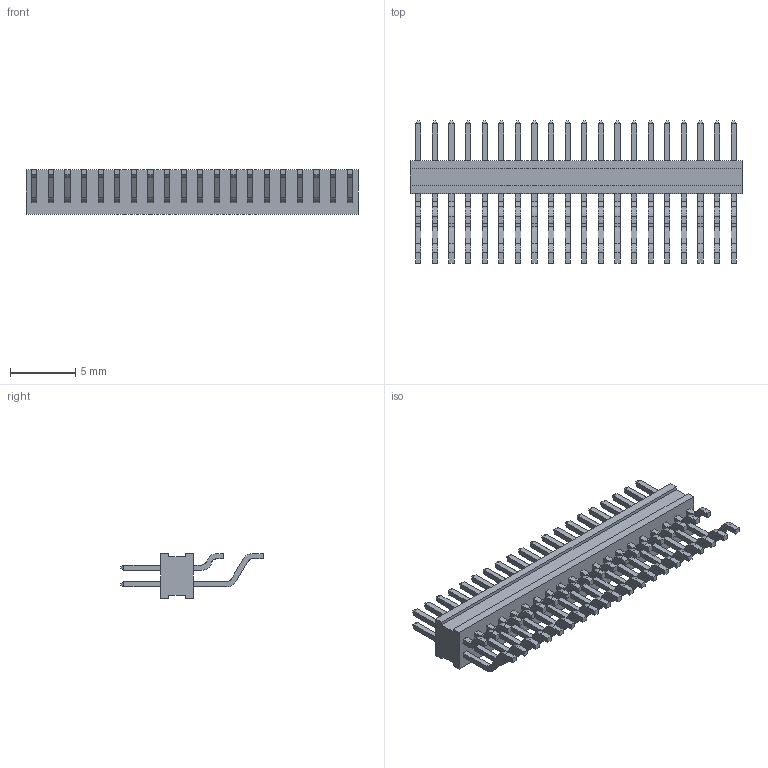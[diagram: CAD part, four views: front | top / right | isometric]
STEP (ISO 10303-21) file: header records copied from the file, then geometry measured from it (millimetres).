
FILE_DESCRIPTION( ( 'STEP AP214' ), '1' );
FILE_NAME( 'FTSH-120-01-L-DH-TR.stp', '2021-09-04T19:07:06', ( 'License CC BY-ND 4.0' ), ( 'CADENAS' ), ' ', 'PARTsolutions', ' ' );
FILE_SCHEMA( ( 'AUTOMOTIVE_DESIGN { 1 0 10303 214 1 1 1 1 }' ) );
Length unit declared in the file: inch
Products named in the file (4): FTSH-120-01-L-DH-TR; _FTSH-120-01-L-DH-TR_body; _FTSH-120-01-L-DH-TR_pins1; _FTSH-120-01-L-DH-TR_pins2
Assembly tree (3 placements, depth 2):
  FTSH-120-01-L-DH-TR
    _FTSH-120-01-L-DH-TR_body
    _FTSH-120-01-L-DH-TR_pins1
    _FTSH-120-01-L-DH-TR_pins2
Bounding box: 25.4 x 10.9 x 3.43 mm (x, y, z)
Volume: 258.3 mm3; surface area: 1166.1 mm2
Topology: 3 solids, 3 shells, 1016 faces, 2870 edges, 1860 vertices
Faces by surface type: plane 856, cylinder 160
Entity records: 40632 total; most frequent: CARTESIAN_POINT 5750, ORIENTED_EDGE 5740, DIRECTION 5230, EDGE_CURVE 2870, LINE 2550, VECTOR 2550, VERTEX_POINT 1860, AXIS2_PLACEMENT_3D 1340
